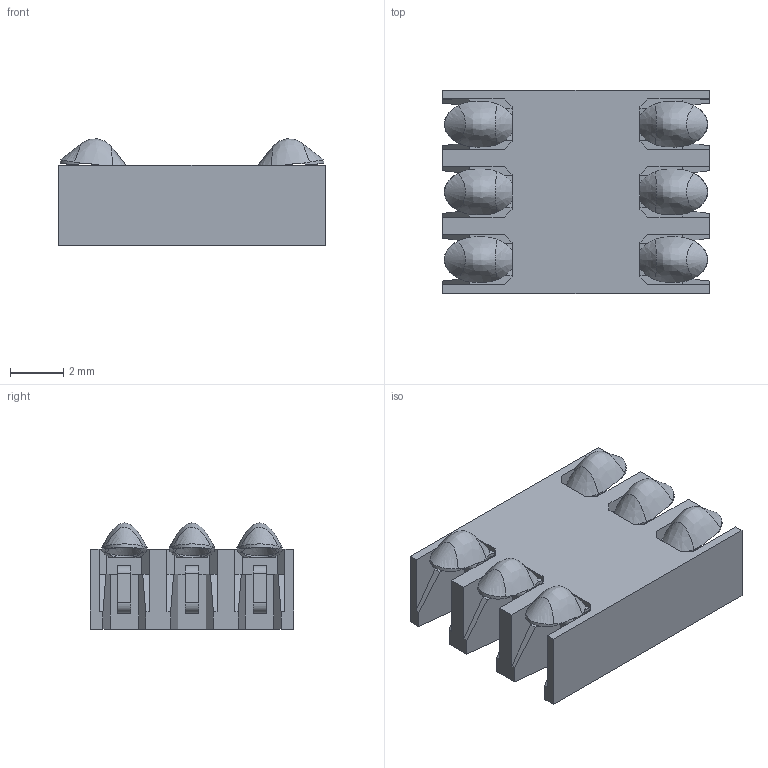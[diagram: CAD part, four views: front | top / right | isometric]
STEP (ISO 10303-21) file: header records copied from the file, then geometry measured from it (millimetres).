
FILE_DESCRIPTION (( 'STEP AP203' ), '1' );
FILE_NAME ('6 Pins Sim Connector.STEP', '2024-05-21T07:52:43', ( '' ), ( '' ), 'SwSTEP 2.0', 'SolidWorks 2022', '' );
FILE_SCHEMA (( 'CONFIG_CONTROL_DESIGN' ));
Length unit declared in the file: millimetre
Products named in the file (1): 6 Pins Sim Connector
Bounding box: 10 x 7.62 x 3.99 mm (x, y, z)
Volume: 115.6 mm3; surface area: 429 mm2
Topology: 1 solids, 1 shells, 293 faces, 840 edges, 550 vertices
Faces by surface type: plane 167, bspline 66, cylinder 60
Entity records: 16516 total; most frequent: CARTESIAN_POINT 9488, ORIENTED_EDGE 1668, DIRECTION 1098, EDGE_CURVE 834, VERTEX_POINT 550, LINE 522, VECTOR 522, EDGE_LOOP 300
